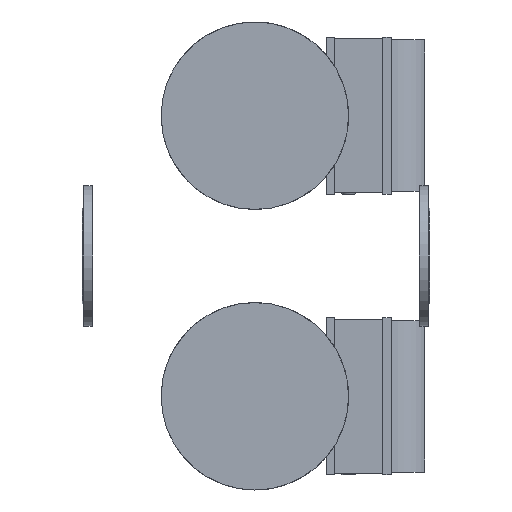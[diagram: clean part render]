
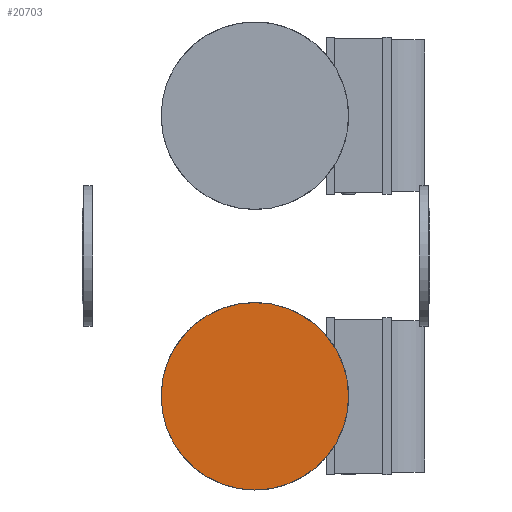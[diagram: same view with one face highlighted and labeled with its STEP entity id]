
A CAD part, front view. The second image highlights one B-rep face of the part: STEP entity #20703.
In plain terms, the highlighted planar face has unit normal (0, -1, 0).
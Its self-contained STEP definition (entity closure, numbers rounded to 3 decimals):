
#1231=FACE_OUTER_BOUND($,#2539,.T.);
#2539=EDGE_LOOP($,(#15199));
#7739=CIRCLE($,#22355,167.);
#8927=VERTEX_POINT($,#32332);
#11250=EDGE_CURVE($,#8927,#8927,#7739,.T.);
#15199=ORIENTED_EDGE($,*,*,#11250,.F.);
#19698=PLANE($,#22356);
#20703=ADVANCED_FACE($,(#1231),#19698,.T.);
#22355=AXIS2_PLACEMENT_3D($,#32333,#25703,#25704);
#22356=AXIS2_PLACEMENT_3D($,#32334,#25705,#25706);
#25703=DIRECTION('center_axis',(0.,1.,0.));
#25704=DIRECTION('ref_axis',(-1.,0.,0.));
#25705=DIRECTION('center_axis',(0.,-1.,0.));
#25706=DIRECTION('ref_axis',(0.,0.,-1.));
#32332=CARTESIAN_POINT('',(141.,21.,-250.));
#32333=CARTESIAN_POINT('Origin',(308.,21.,-250.));
#32334=CARTESIAN_POINT('Origin',(224.5,21.,-250.));
